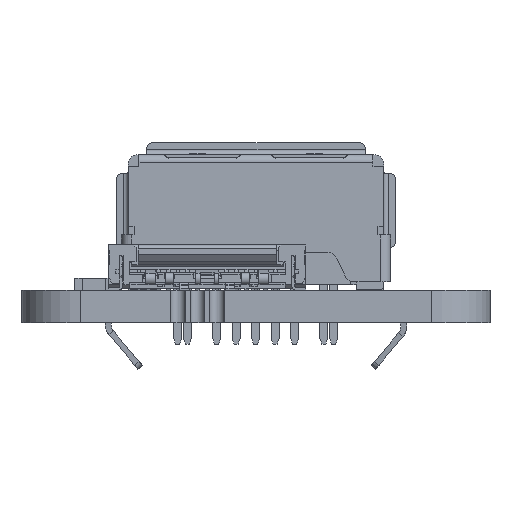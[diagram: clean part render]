
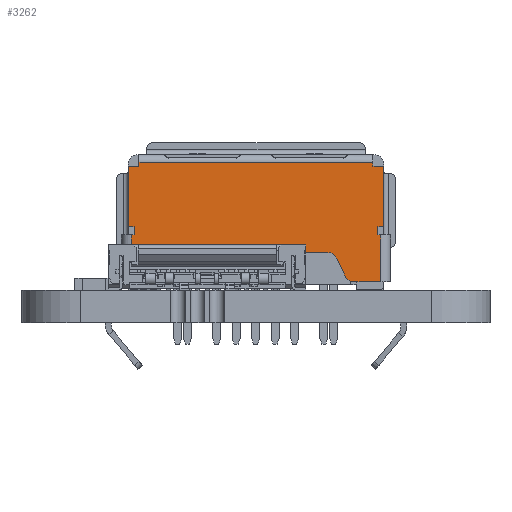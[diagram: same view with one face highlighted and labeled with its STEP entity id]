
A CAD part, front view. The second image highlights one B-rep face of the part: STEP entity #3262.
In plain terms, the highlighted planar face has unit normal (0, -1, 0).
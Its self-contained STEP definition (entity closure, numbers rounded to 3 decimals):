
#1446=FACE_OUTER_BOUND('',#15775,.T.);
#3262=ADVANCED_FACE('',(#1446),#4848,.T.);
#4848=PLANE('',#39161);
#6814=LINE('',#55025,#11337);
#6829=LINE('',#55309,#11352);
#6831=LINE('',#55315,#11354);
#6834=LINE('',#55320,#11357);
#6839=LINE('',#55330,#11362);
#6841=LINE('',#55334,#11364);
#6861=LINE('',#55391,#11384);
#6863=LINE('',#55396,#11386);
#6876=LINE('',#55426,#11399);
#6883=LINE('',#55445,#11406);
#7119=LINE('',#55929,#11642);
#7126=LINE('',#55949,#11649);
#7130=LINE('',#55960,#11653);
#7132=LINE('',#55969,#11655);
#7133=LINE('',#55971,#11656);
#7134=LINE('',#55972,#11657);
#7135=LINE('',#55975,#11658);
#7136=LINE('',#55977,#11659);
#7137=LINE('',#55979,#11660);
#7138=LINE('',#55981,#11661);
#11337=VECTOR('',#43681,1.);
#11352=VECTOR('',#43704,1.);
#11354=VECTOR('',#43710,1.);
#11357=VECTOR('',#43715,1.);
#11362=VECTOR('',#43724,1.);
#11364=VECTOR('',#43728,1.);
#11384=VECTOR('',#43782,1.);
#11386=VECTOR('',#43786,1.);
#11399=VECTOR('',#43813,1.);
#11406=VECTOR('',#43834,1.);
#11642=VECTOR('',#44244,1.);
#11649=VECTOR('',#44259,1.);
#11653=VECTOR('',#44271,1.);
#11655=VECTOR('',#44285,1.);
#11656=VECTOR('',#44286,1.);
#11657=VECTOR('',#44287,1.);
#11658=VECTOR('',#44290,1.);
#11659=VECTOR('',#44291,1.);
#11660=VECTOR('',#44292,1.);
#11661=VECTOR('',#44293,1.);
#15775=EDGE_LOOP('',(#20570,#20571,#20572,#20573,#20574,#20575,#20576,#20577,
#20578,#20579,#20580,#20581,#20582,#20583,#20584,#20585,#20586,#20587,#20588,
#20589,#20590,#20591,#20592,#20593));
#20570=ORIENTED_EDGE('',*,*,#33569,.T.);
#20571=ORIENTED_EDGE('',*,*,#33219,.F.);
#20572=ORIENTED_EDGE('',*,*,#33249,.F.);
#20573=ORIENTED_EDGE('',*,*,#33246,.T.);
#20574=ORIENTED_EDGE('',*,*,#33243,.F.);
#20575=ORIENTED_EDGE('',*,*,#33254,.F.);
#20576=ORIENTED_EDGE('',*,*,#33256,.F.);
#20577=ORIENTED_EDGE('',*,*,#33570,.F.);
#20578=ORIENTED_EDGE('',*,*,#33284,.T.);
#20579=ORIENTED_EDGE('',*,*,#33286,.T.);
#20580=ORIENTED_EDGE('',*,*,#33301,.F.);
#20581=ORIENTED_EDGE('',*,*,#33311,.F.);
#20582=ORIENTED_EDGE('',*,*,#33571,.F.);
#20583=ORIENTED_EDGE('',*,*,#33572,.T.);
#20584=ORIENTED_EDGE('',*,*,#33558,.T.);
#20585=ORIENTED_EDGE('',*,*,#33560,.T.);
#20586=ORIENTED_EDGE('',*,*,#33564,.F.);
#20587=ORIENTED_EDGE('',*,*,#33553,.T.);
#20588=ORIENTED_EDGE('',*,*,#33549,.T.);
#20589=ORIENTED_EDGE('',*,*,#33568,.T.);
#20590=ORIENTED_EDGE('',*,*,#33573,.F.);
#20591=ORIENTED_EDGE('',*,*,#33574,.F.);
#20592=ORIENTED_EDGE('',*,*,#33575,.F.);
#20593=ORIENTED_EDGE('',*,*,#33576,.T.);
#29056=VERTEX_POINT('',#55024);
#29057=VERTEX_POINT('',#55026);
#29073=VERTEX_POINT('',#55308);
#29074=VERTEX_POINT('',#55310);
#29076=VERTEX_POINT('',#55316);
#29079=VERTEX_POINT('',#55329);
#29080=VERTEX_POINT('',#55333);
#29097=VERTEX_POINT('',#55385);
#29100=VERTEX_POINT('',#55390);
#29101=VERTEX_POINT('',#55394);
#29113=VERTEX_POINT('',#55427);
#29118=VERTEX_POINT('',#55446);
#29279=VERTEX_POINT('',#55930);
#29280=VERTEX_POINT('',#55931);
#29283=VERTEX_POINT('',#55939);
#29287=VERTEX_POINT('',#55948);
#29288=VERTEX_POINT('',#55950);
#29289=VERTEX_POINT('',#55954);
#29291=VERTEX_POINT('',#55966);
#29292=VERTEX_POINT('',#55970);
#29293=VERTEX_POINT('',#55973);
#29294=VERTEX_POINT('',#55976);
#29295=VERTEX_POINT('',#55978);
#29296=VERTEX_POINT('',#55980);
#33219=EDGE_CURVE('',#29056,#29057,#6814,.T.);
#33243=EDGE_CURVE('',#29073,#29074,#6829,.T.);
#33246=EDGE_CURVE('',#29076,#29074,#6831,.T.);
#33249=EDGE_CURVE('',#29076,#29056,#6834,.T.);
#33254=EDGE_CURVE('',#29079,#29073,#6839,.T.);
#33256=EDGE_CURVE('',#29080,#29079,#6841,.T.);
#33284=EDGE_CURVE('',#29097,#29100,#6861,.T.);
#33286=EDGE_CURVE('',#29100,#29101,#6863,.T.);
#33301=EDGE_CURVE('',#29113,#29101,#6876,.T.);
#33311=EDGE_CURVE('',#29118,#29113,#6883,.T.);
#33549=EDGE_CURVE('',#29279,#29280,#7119,.T.);
#33553=EDGE_CURVE('',#29283,#29279,#37614,.T.);
#33558=EDGE_CURVE('',#29288,#29287,#7126,.T.);
#33560=EDGE_CURVE('',#29287,#29289,#37616,.T.);
#33564=EDGE_CURVE('',#29283,#29289,#7130,.T.);
#33568=EDGE_CURVE('',#29280,#29291,#37620,.T.);
#33569=EDGE_CURVE('',#29292,#29057,#7132,.T.);
#33570=EDGE_CURVE('',#29097,#29080,#7133,.T.);
#33571=EDGE_CURVE('',#29293,#29118,#7134,.T.);
#33572=EDGE_CURVE('',#29293,#29288,#37621,.T.);
#33573=EDGE_CURVE('',#29294,#29291,#7135,.T.);
#33574=EDGE_CURVE('',#29295,#29294,#7136,.T.);
#33575=EDGE_CURVE('',#29296,#29295,#7137,.T.);
#33576=EDGE_CURVE('',#29296,#29292,#7138,.T.);
#37614=CIRCLE('',#39147,0.5);
#37616=CIRCLE('',#39151,0.5);
#37620=CIRCLE('',#39158,0.5);
#37621=CIRCLE('',#39160,0.5);
#39147=AXIS2_PLACEMENT_3D('',#55938,#44250,#44251);
#39151=AXIS2_PLACEMENT_3D('',#55953,#44263,#44264);
#39158=AXIS2_PLACEMENT_3D('',#55967,#44281,#44282);
#39160=AXIS2_PLACEMENT_3D('',#55974,#44288,#44289);
#39161=AXIS2_PLACEMENT_3D('',#55982,#44294,#44295);
#43681=DIRECTION('',(0.,0.,-1.));
#43704=DIRECTION('',(1.,0.,0.));
#43710=DIRECTION('',(0.,0.,1.));
#43715=DIRECTION('',(1.,0.,0.));
#43724=DIRECTION('',(0.,0.,1.));
#43728=DIRECTION('',(1.,0.,0.));
#43782=DIRECTION('',(1.,0.,0.));
#43786=DIRECTION('',(0.,0.,-1.));
#43813=DIRECTION('',(1.,0.,0.));
#43834=DIRECTION('',(0.,0.,1.));
#44244=DIRECTION('',(0.423,0.,-0.906));
#44250=DIRECTION('',(0.,1.,0.));
#44251=DIRECTION('',(0.,0.,1.));
#44259=DIRECTION('',(0.342,0.,0.94));
#44263=DIRECTION('',(0.,1.,0.));
#44264=DIRECTION('',(-0.94,0.,0.342));
#44271=DIRECTION('',(-1.,0.,0.));
#44281=DIRECTION('',(0.,-1.,0.));
#44282=DIRECTION('',(-0.906,0.,-0.423));
#44285=DIRECTION('',(1.,0.,0.));
#44286=DIRECTION('',(0.,0.,1.));
#44287=DIRECTION('',(-1.,0.,0.));
#44288=DIRECTION('',(0.,-1.,0.));
#44289=DIRECTION('',(0.,0.,-1.));
#44290=DIRECTION('',(-1.,0.,0.));
#44291=DIRECTION('',(0.,0.,-1.));
#44292=DIRECTION('',(1.,0.,0.));
#44293=DIRECTION('',(0.,0.,1.));
#44294=DIRECTION('',(0.,-1.,0.));
#44295=DIRECTION('',(0.,0.,1.));
#55024=CARTESIAN_POINT('',(6.55,3.475,6.36));
#55025=CARTESIAN_POINT('',(6.55,3.475,6.36));
#55026=CARTESIAN_POINT('',(6.55,3.475,3.26));
#55308=CARTESIAN_POINT('',(-6.,3.475,6.56));
#55309=CARTESIAN_POINT('',(-6.,3.475,6.56));
#55310=CARTESIAN_POINT('',(6.,3.475,6.56));
#55315=CARTESIAN_POINT('',(6.,3.475,6.36));
#55316=CARTESIAN_POINT('',(6.,3.475,6.36));
#55320=CARTESIAN_POINT('',(6.,3.475,6.36));
#55329=CARTESIAN_POINT('',(-6.,3.475,6.36));
#55330=CARTESIAN_POINT('',(-6.,3.475,6.36));
#55333=CARTESIAN_POINT('',(-6.55,3.475,6.36));
#55334=CARTESIAN_POINT('',(-6.55,3.475,6.36));
#55385=CARTESIAN_POINT('',(-6.55,3.475,3.26));
#55390=CARTESIAN_POINT('',(-6.25,3.475,3.26));
#55391=CARTESIAN_POINT('',(-6.55,3.475,3.26));
#55394=CARTESIAN_POINT('',(-6.25,3.475,2.84));
#55396=CARTESIAN_POINT('',(-6.25,3.475,3.26));
#55426=CARTESIAN_POINT('',(-6.4,3.475,2.84));
#55427=CARTESIAN_POINT('',(-6.4,3.475,2.84));
#55445=CARTESIAN_POINT('',(-6.4,3.475,0.44));
#55446=CARTESIAN_POINT('',(-6.4,3.475,0.44));
#55929=CARTESIAN_POINT('',(4.135,3.475,1.651));
#55930=CARTESIAN_POINT('',(4.135,3.475,1.651));
#55931=CARTESIAN_POINT('',(4.565,3.475,0.729));
#55938=CARTESIAN_POINT('',(3.681,3.475,1.44));
#55939=CARTESIAN_POINT('',(3.681,3.475,1.94));
#55948=CARTESIAN_POINT('',(-4.12,3.475,1.611));
#55949=CARTESIAN_POINT('',(-4.426,3.475,0.769));
#55950=CARTESIAN_POINT('',(-4.426,3.475,0.769));
#55953=CARTESIAN_POINT('',(-3.65,3.475,1.44));
#55954=CARTESIAN_POINT('',(-3.65,3.475,1.94));
#55960=CARTESIAN_POINT('',(3.681,3.475,1.94));
#55966=CARTESIAN_POINT('',(5.018,3.475,0.44));
#55967=CARTESIAN_POINT('',(5.018,3.475,0.94));
#55969=CARTESIAN_POINT('',(6.25,3.475,3.26));
#55970=CARTESIAN_POINT('',(6.25,3.475,3.26));
#55971=CARTESIAN_POINT('',(-6.55,3.475,3.26));
#55972=CARTESIAN_POINT('',(-4.896,3.475,0.44));
#55973=CARTESIAN_POINT('',(-4.896,3.475,0.44));
#55974=CARTESIAN_POINT('',(-4.896,3.475,0.94));
#55975=CARTESIAN_POINT('',(6.4,3.475,0.44));
#55976=CARTESIAN_POINT('',(6.4,3.475,0.44));
#55977=CARTESIAN_POINT('',(6.4,3.475,2.84));
#55978=CARTESIAN_POINT('',(6.4,3.475,2.84));
#55979=CARTESIAN_POINT('',(6.25,3.475,2.84));
#55980=CARTESIAN_POINT('',(6.25,3.475,2.84));
#55981=CARTESIAN_POINT('',(6.25,3.475,2.84));
#55982=CARTESIAN_POINT('',(0.,3.475,4.25));
